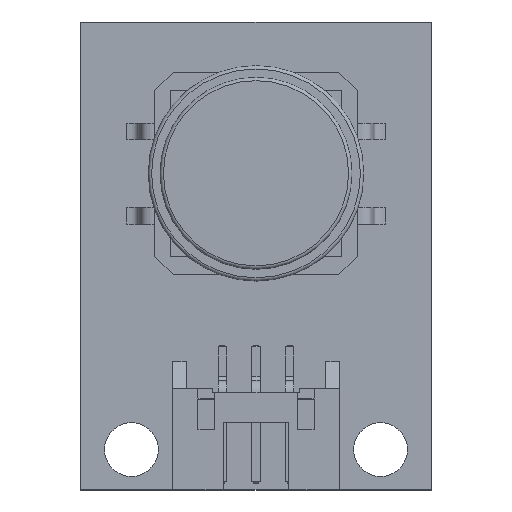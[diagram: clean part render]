
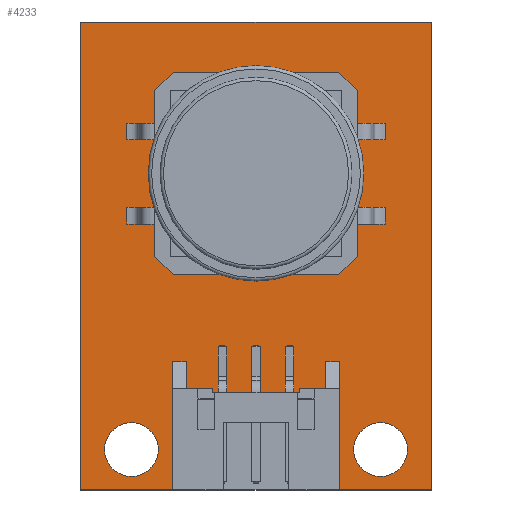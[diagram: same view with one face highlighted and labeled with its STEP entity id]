
A CAD part, top view. The second image highlights one B-rep face of the part: STEP entity #4233.
In plain terms, the highlighted planar face has unit normal (0, 0, 1).
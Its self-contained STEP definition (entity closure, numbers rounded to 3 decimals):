
#126=FACE_BOUND('',#583,.T.);
#127=FACE_BOUND('',#584,.T.);
#149=PLANE('',#4513);
#350=FACE_OUTER_BOUND('',#582,.T.);
#582=EDGE_LOOP('',(#3002,#3003,#3004,#3005));
#583=EDGE_LOOP('',(#3006));
#584=EDGE_LOOP('',(#3007));
#831=LINE('',#5949,#1364);
#834=LINE('',#5955,#1367);
#837=LINE('',#5961,#1370);
#840=LINE('',#5965,#1373);
#1364=VECTOR('',#4821,10.);
#1367=VECTOR('',#4826,10.);
#1370=VECTOR('',#4831,10.);
#1373=VECTOR('',#4836,10.);
#1893=CIRCLE('',#4504,1.6);
#1895=CIRCLE('',#4507,1.6);
#1959=VERTEX_POINT('',#5931);
#1961=VERTEX_POINT('',#5937);
#1965=VERTEX_POINT('',#5946);
#1966=VERTEX_POINT('',#5948);
#1968=VERTEX_POINT('',#5954);
#1970=VERTEX_POINT('',#5960);
#2363=EDGE_CURVE('',#1959,#1959,#1893,.T.);
#2366=EDGE_CURVE('',#1961,#1961,#1895,.T.);
#2371=EDGE_CURVE('',#1966,#1965,#831,.T.);
#2374=EDGE_CURVE('',#1968,#1966,#834,.T.);
#2377=EDGE_CURVE('',#1970,#1968,#837,.T.);
#2380=EDGE_CURVE('',#1965,#1970,#840,.T.);
#3002=ORIENTED_EDGE('',*,*,#2380,.T.);
#3003=ORIENTED_EDGE('',*,*,#2377,.T.);
#3004=ORIENTED_EDGE('',*,*,#2374,.T.);
#3005=ORIENTED_EDGE('',*,*,#2371,.T.);
#3006=ORIENTED_EDGE('',*,*,#2366,.T.);
#3007=ORIENTED_EDGE('',*,*,#2363,.T.);
#4233=ADVANCED_FACE('',(#350,#126,#127),#149,.T.);
#4504=AXIS2_PLACEMENT_3D('',#5932,#4805,#4806);
#4507=AXIS2_PLACEMENT_3D('',#5938,#4812,#4813);
#4513=AXIS2_PLACEMENT_3D('',#5966,#4837,#4838);
#4805=DIRECTION('center_axis',(0.,0.,-1.));
#4806=DIRECTION('ref_axis',(1.,0.,0.));
#4812=DIRECTION('center_axis',(0.,0.,-1.));
#4813=DIRECTION('ref_axis',(1.,0.,0.));
#4821=DIRECTION('',(-1.,0.,0.));
#4826=DIRECTION('',(0.,1.,0.));
#4831=DIRECTION('',(1.,0.,0.));
#4836=DIRECTION('',(0.,-1.,0.));
#4837=DIRECTION('center_axis',(0.,0.,1.));
#4838=DIRECTION('ref_axis',(1.,0.,0.));
#5931=CARTESIAN_POINT('',(16.2,2.4,1.6));
#5932=CARTESIAN_POINT('Origin',(17.8,2.4,1.6));
#5937=CARTESIAN_POINT('',(1.4,2.4,1.6));
#5938=CARTESIAN_POINT('Origin',(3.,2.4,1.6));
#5946=CARTESIAN_POINT('',(0.,27.8,1.6));
#5948=CARTESIAN_POINT('',(20.8,27.8,1.6));
#5949=CARTESIAN_POINT('',(20.8,27.8,1.6));
#5954=CARTESIAN_POINT('',(20.8,0.,1.6));
#5955=CARTESIAN_POINT('',(20.8,0.,1.6));
#5960=CARTESIAN_POINT('',(0.,0.,1.6));
#5961=CARTESIAN_POINT('',(0.,0.,1.6));
#5965=CARTESIAN_POINT('',(0.,27.8,1.6));
#5966=CARTESIAN_POINT('Origin',(10.4,13.9,1.6));
